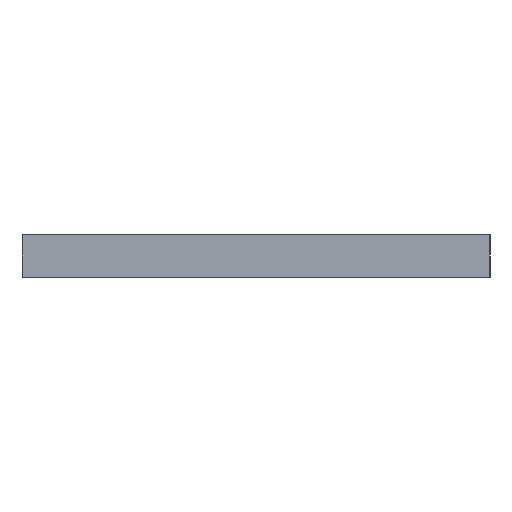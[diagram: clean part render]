
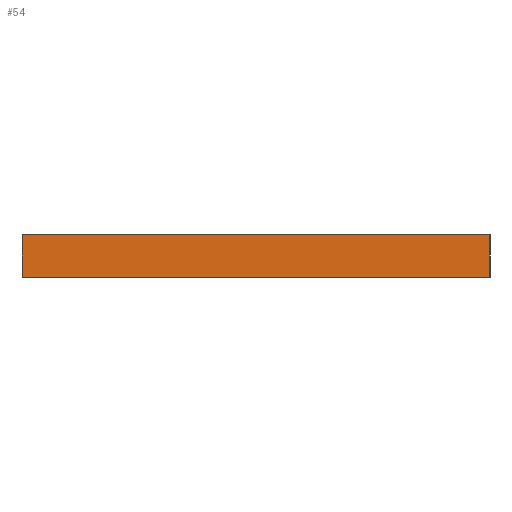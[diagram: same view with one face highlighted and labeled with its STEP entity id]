
A CAD part, left-side view. The second image highlights one B-rep face of the part: STEP entity #54.
In plain terms, the highlighted planar face has unit normal (-1, 0, 0).
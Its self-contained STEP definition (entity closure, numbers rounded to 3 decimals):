
#54=ADVANCED_FACE('',(#245),#246,.T.);
#245=FACE_OUTER_BOUND('',#647,.T.);
#246=PLANE('',#648);
#647=EDGE_LOOP('',(#1089,#1090,#1091,#1092));
#648=AXIS2_PLACEMENT_3D('',#1093,#1094,#1095);
#1089=ORIENTED_EDGE('',*,*,#2747,.T.);
#1090=ORIENTED_EDGE('',*,*,#2748,.F.);
#1091=ORIENTED_EDGE('',*,*,#2749,.F.);
#1092=ORIENTED_EDGE('',*,*,#2750,.T.);
#1093=CARTESIAN_POINT('',(0.0,22.262,0.0));
#1094=DIRECTION('',(-1.0,-0.0,0.0));
#1095=DIRECTION('',(0.0,-1.0,-0.0));
#2747=EDGE_CURVE('',#3341,#3342,#3343,.T.);
#2748=EDGE_CURVE('',#3344,#3342,#3345,.T.);
#2749=EDGE_CURVE('',#3346,#3344,#3347,.T.);
#2750=EDGE_CURVE('',#3346,#3341,#3348,.T.);
#3341=VERTEX_POINT('',#4329);
#3342=VERTEX_POINT('',#4330);
#3343=LINE('',#4331,#4332);
#3344=VERTEX_POINT('',#4333);
#3345=LINE('',#4334,#4335);
#3346=VERTEX_POINT('',#4336);
#3347=LINE('',#4337,#4338);
#3348=LINE('',#4339,#4340);
#4329=CARTESIAN_POINT('',(0.0,0.0,4.0));
#4330=CARTESIAN_POINT('',(0.0,44.525,4.0));
#4331=CARTESIAN_POINT('',(0.0,0.0,4.0));
#4332=VECTOR('',#5807,1.0);
#4333=CARTESIAN_POINT('',(0.0,44.525,0.0));
#4334=CARTESIAN_POINT('',(0.0,44.525,0.0));
#4335=VECTOR('',#5808,1.0);
#4336=CARTESIAN_POINT('',(0.0,0.0,0.0));
#4337=CARTESIAN_POINT('',(0.0,0.0,0.0));
#4338=VECTOR('',#5809,1.0);
#4339=CARTESIAN_POINT('',(0.0,0.0,0.0));
#4340=VECTOR('',#5810,1.0);
#5807=DIRECTION('',(0.0,1.0,0.0));
#5808=DIRECTION('',(0.0,0.0,1.0));
#5809=DIRECTION('',(0.0,1.0,0.0));
#5810=DIRECTION('',(0.0,0.0,1.0));
